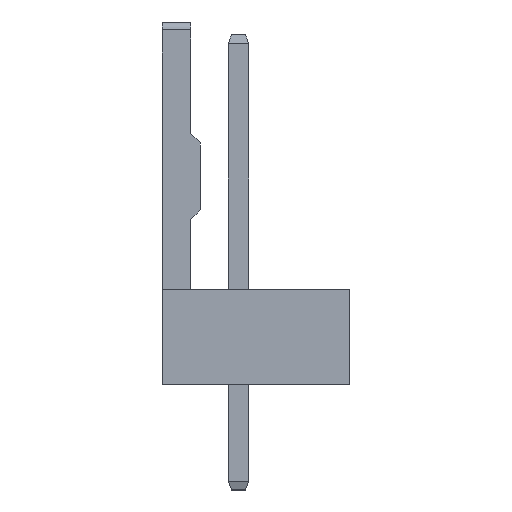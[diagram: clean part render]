
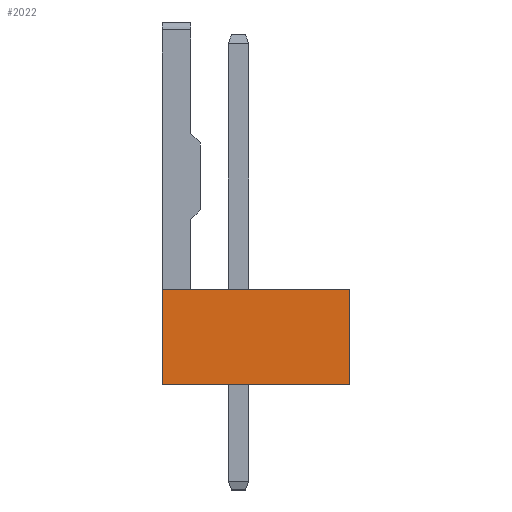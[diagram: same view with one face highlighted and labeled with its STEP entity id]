
A CAD part, left-side view. The second image highlights one B-rep face of the part: STEP entity #2022.
In plain terms, the highlighted planar face has unit normal (-1, 0, 0).
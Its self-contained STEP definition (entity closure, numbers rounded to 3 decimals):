
#145=FACE_OUTER_BOUND('',#255,.T.);
#255=EDGE_LOOP('',(#1516,#1517,#1518,#1519));
#424=LINE('',#3084,#678);
#430=LINE('',#3098,#684);
#436=LINE('',#3108,#690);
#449=LINE('',#3135,#703);
#678=VECTOR('',#2542,1000.);
#684=VECTOR('',#2554,1000.);
#690=VECTOR('',#2562,1000.);
#703=VECTOR('',#2587,1000.);
#896=VERTEX_POINT('',#3081);
#897=VERTEX_POINT('',#3083);
#901=VERTEX_POINT('',#3095);
#902=VERTEX_POINT('',#3097);
#1099=EDGE_CURVE('',#896,#897,#424,.T.);
#1106=EDGE_CURVE('',#902,#901,#430,.T.);
#1112=EDGE_CURVE('',#901,#897,#436,.T.);
#1125=EDGE_CURVE('',#896,#902,#449,.T.);
#1516=ORIENTED_EDGE('',*,*,#1112,.T.);
#1517=ORIENTED_EDGE('',*,*,#1099,.F.);
#1518=ORIENTED_EDGE('',*,*,#1125,.T.);
#1519=ORIENTED_EDGE('',*,*,#1106,.T.);
#1807=PLANE('',#2259);
#2022=ADVANCED_FACE('',(#145),#1807,.T.);
#2259=AXIS2_PLACEMENT_3D('',#3136,#2588,#2589);
#2542=DIRECTION('',(0.,0.,1.));
#2554=DIRECTION('',(0.,0.,1.));
#2562=DIRECTION('',(0.,1.,0.));
#2587=DIRECTION('',(0.,-1.,0.));
#2588=DIRECTION('center_axis',(-1.,0.,0.));
#2589=DIRECTION('ref_axis',(0.,0.,1.));
#3081=CARTESIAN_POINT('',(-1.27,2.4,0.));
#3083=CARTESIAN_POINT('',(-1.27,2.4,3.));
#3084=CARTESIAN_POINT('',(-1.27,2.4,0.));
#3095=CARTESIAN_POINT('',(-1.27,-3.5,3.));
#3097=CARTESIAN_POINT('',(-1.27,-3.5,0.));
#3098=CARTESIAN_POINT('',(-1.27,-3.5,0.));
#3108=CARTESIAN_POINT('',(-1.27,2.4,3.));
#3135=CARTESIAN_POINT('',(-1.27,2.4,0.));
#3136=CARTESIAN_POINT('Origin',(-1.27,2.4,0.));
